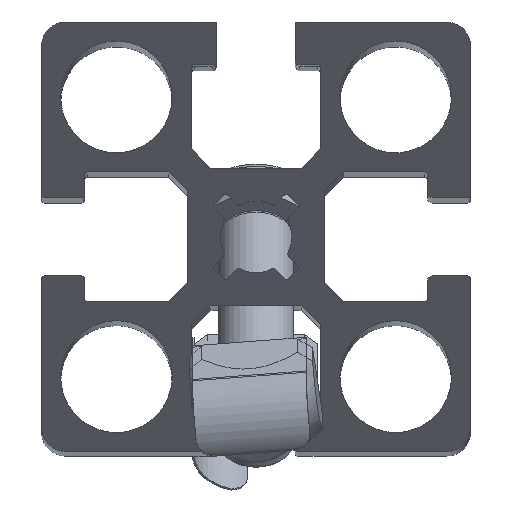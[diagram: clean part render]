
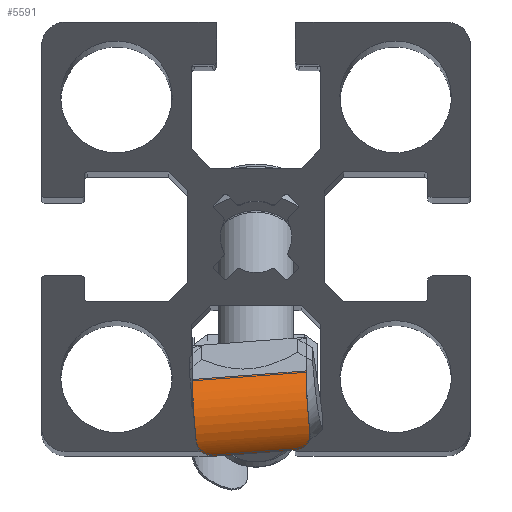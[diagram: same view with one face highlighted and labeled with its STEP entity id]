
A CAD part, top view. The second image highlights one B-rep face of the part: STEP entity #5591.
In plain terms, the highlighted cylindrical face has radius 5.574 mm (diameter 11.148 mm), a partial arc.
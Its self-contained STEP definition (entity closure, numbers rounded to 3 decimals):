
#419=B_SPLINE_CURVE_WITH_KNOTS('',3,(#10643,#10644,#10645,#10646,#10647,
#10648,#10649,#10650,#10651,#10652),.UNSPECIFIED.,.F.,.F.,(4,2,2,2,4),(1.259,
1.335,1.41,1.487,1.564),
 .UNSPECIFIED.);
#420=B_SPLINE_CURVE_WITH_KNOTS('',3,(#10668,#10669,#10670,#10671,#10672,
#10673,#10674,#10675,#10676,#10677),.UNSPECIFIED.,.F.,.F.,(4,2,2,2,4),(0.325,
0.402,0.479,0.554,0.63),
 .UNSPECIFIED.);
#547=CYLINDRICAL_SURFACE('',#6189,5.574);
#806=FACE_OUTER_BOUND('',#1095,.T.);
#1095=EDGE_LOOP('',(#5099,#5100,#5101,#5102,#5103,#5104));
#1139=CIRCLE('',#6187,5.574);
#1141=CIRCLE('',#6190,5.574);
#1767=LINE('',#10666,#2201);
#1768=LINE('',#10680,#2202);
#2201=VECTOR('',#7626,10.);
#2202=VECTOR('',#7629,10.);
#2736=VERTEX_POINT('',#10640);
#2737=VERTEX_POINT('',#10642);
#2738=VERTEX_POINT('',#10655);
#2742=VERTEX_POINT('',#10665);
#2743=VERTEX_POINT('',#10667);
#2744=VERTEX_POINT('',#10678);
#3527=EDGE_CURVE('',#2736,#2737,#419,.T.);
#3529=EDGE_CURVE('',#2738,#2737,#1139,.T.);
#3534=EDGE_CURVE('',#2742,#2736,#1767,.T.);
#3535=EDGE_CURVE('',#2743,#2742,#420,.T.);
#3536=EDGE_CURVE('',#2743,#2744,#1141,.T.);
#3537=EDGE_CURVE('',#2744,#2738,#1768,.T.);
#5099=ORIENTED_EDGE('',*,*,#3527,.F.);
#5100=ORIENTED_EDGE('',*,*,#3534,.F.);
#5101=ORIENTED_EDGE('',*,*,#3535,.F.);
#5102=ORIENTED_EDGE('',*,*,#3536,.T.);
#5103=ORIENTED_EDGE('',*,*,#3537,.T.);
#5104=ORIENTED_EDGE('',*,*,#3529,.T.);
#5591=ADVANCED_FACE('',(#806),#547,.T.);
#6187=AXIS2_PLACEMENT_3D('',#10656,#7617,#7618);
#6189=AXIS2_PLACEMENT_3D('',#10664,#7624,#7625);
#6190=AXIS2_PLACEMENT_3D('',#10679,#7627,#7628);
#7617=DIRECTION('center_axis',(0.,-1.,0.));
#7618=DIRECTION('ref_axis',(0.041,0.,-0.999));
#7624=DIRECTION('center_axis',(0.,1.,0.));
#7625=DIRECTION('ref_axis',(0.041,0.,-0.999));
#7626=DIRECTION('',(0.,1.,0.));
#7627=DIRECTION('center_axis',(0.,1.,0.));
#7628=DIRECTION('ref_axis',(0.041,0.,-0.999));
#7629=DIRECTION('',(0.,1.,0.));
#10640=CARTESIAN_POINT('',(-0.9,4.,-10.8));
#10642=CARTESIAN_POINT('',(-2.9,6.,-10.516));
#10643=CARTESIAN_POINT('Ctrl Pts',(-0.9,4.,-10.8));
#10644=CARTESIAN_POINT('Ctrl Pts',(-0.9,4.252,
-10.8));
#10645=CARTESIAN_POINT('Ctrl Pts',(-0.95,4.52,
-10.803));
#10646=CARTESIAN_POINT('Ctrl Pts',(-1.155,5.013,-10.806));
#10647=CARTESIAN_POINT('Ctrl Pts',(-1.31,5.239,-10.805));
#10648=CARTESIAN_POINT('Ctrl Pts',(-1.669,5.597,-10.782));
#10649=CARTESIAN_POINT('Ctrl Pts',(-1.898,5.751,-10.757));
#10650=CARTESIAN_POINT('Ctrl Pts',(-2.392,5.953,-10.666));
#10651=CARTESIAN_POINT('Ctrl Pts',(-2.657,6.,-10.598));
#10652=CARTESIAN_POINT('Ctrl Pts',(-2.9,6.,-10.516));
#10655=CARTESIAN_POINT('',(-6.7,6.,-5.));
#10656=CARTESIAN_POINT('Origin',(-1.131,6.,-5.231));
#10664=CARTESIAN_POINT('Origin',(-1.131,0.,-5.231));
#10665=CARTESIAN_POINT('',(-0.9,-4.,-10.8));
#10666=CARTESIAN_POINT('',(-0.9,0.,-10.8));
#10667=CARTESIAN_POINT('',(-2.9,-6.,-10.516));
#10668=CARTESIAN_POINT('Ctrl Pts',(-2.9,-6.,-10.516));
#10669=CARTESIAN_POINT('Ctrl Pts',(-2.657,-6.,-10.598));
#10670=CARTESIAN_POINT('Ctrl Pts',(-2.392,-5.953,
-10.666));
#10671=CARTESIAN_POINT('Ctrl Pts',(-1.898,-5.751,-10.757));
#10672=CARTESIAN_POINT('Ctrl Pts',(-1.669,-5.597,
-10.782));
#10673=CARTESIAN_POINT('Ctrl Pts',(-1.31,-5.239,
-10.805));
#10674=CARTESIAN_POINT('Ctrl Pts',(-1.155,-5.013,
-10.806));
#10675=CARTESIAN_POINT('Ctrl Pts',(-0.95,-4.52,
-10.803));
#10676=CARTESIAN_POINT('Ctrl Pts',(-0.9,-4.252,
-10.8));
#10677=CARTESIAN_POINT('Ctrl Pts',(-0.9,-4.,-10.8));
#10678=CARTESIAN_POINT('',(-6.7,-6.,-5.));
#10679=CARTESIAN_POINT('Origin',(-1.131,-6.,-5.231));
#10680=CARTESIAN_POINT('',(-6.7,0.,-5.));
